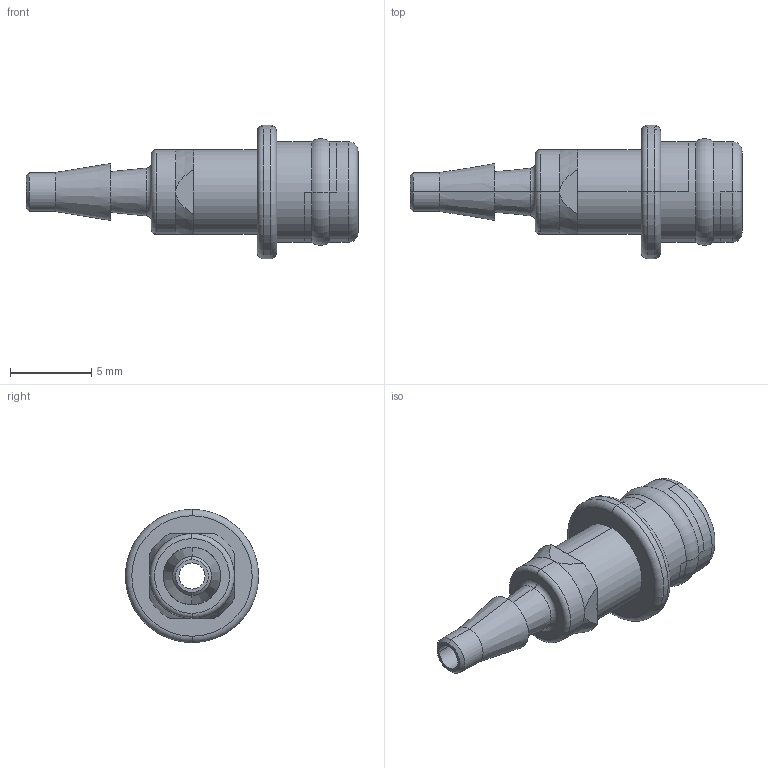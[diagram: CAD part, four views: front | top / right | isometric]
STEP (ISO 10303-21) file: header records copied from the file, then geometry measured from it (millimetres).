
FILE_DESCRIPTION((''),'2;1');
FILE_NAME('PCM-3_6','2017-06-17T',('tl.yang'),(''),'PRO/ENGINEER BY PARAMETRIC TECHNOLOGY CORPORATION, 2011500','PRO/ENGINEER BY PARAMETRIC TECHNOLOGY CORPORATION, 2011500','');
FILE_SCHEMA(('CONFIG_CONTROL_DESIGN'));
Length unit declared in the file: millimetre
Products named in the file (1): PCM-3_6
Bounding box: 20.4 x 8.2 x 8.2 mm (x, y, z)
Volume: 323.3 mm3; surface area: 530.2 mm2
Topology: 1 solids, 1 shells, 56 faces, 139 edges, 90 vertices
Faces by surface type: cylinder 17, plane 15, cone 12, torus 12
Entity records: 1840 total; most frequent: CARTESIAN_POINT 385, DIRECTION 338, ORIENTED_EDGE 278, AXIS2_PLACEMENT_3D 151, EDGE_CURVE 139, CIRCLE 95, VERTEX_POINT 90, EDGE_LOOP 63
